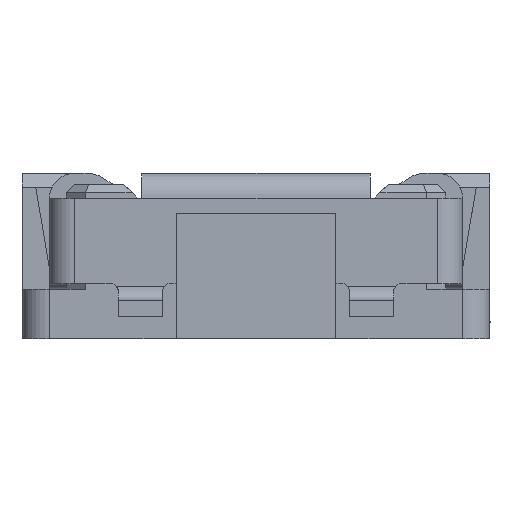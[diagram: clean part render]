
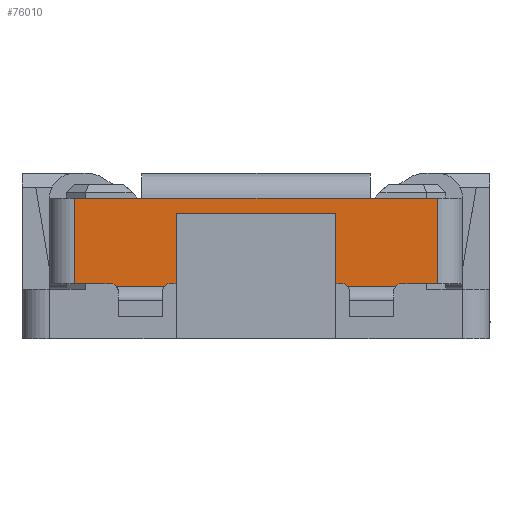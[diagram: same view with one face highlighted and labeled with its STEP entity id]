
A CAD part, left-side view. The second image highlights one B-rep face of the part: STEP entity #76010.
In plain terms, the highlighted face is planar.
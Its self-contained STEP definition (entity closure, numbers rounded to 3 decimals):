
#63890=CARTESIAN_POINT('',(2.375,-0.53,
2.265));
#63900=VERTEX_POINT('',#63890);
#63930=CARTESIAN_POINT('',(2.13,-0.53,
2.265));
#63940=DIRECTION('',(1.,0.,0.));
#63950=VECTOR('',#63940,1.);
#63960=LINE('',#63930,#63950);
#63970=CARTESIAN_POINT('',(2.13,-0.53,
2.265));
#63980=VERTEX_POINT('',#63970);
#63990=EDGE_CURVE('',#63980,#63900,#63960,.T.);
#72220=CARTESIAN_POINT('',(3.08,-0.445,
2.265));
#72230=VERTEX_POINT('',#72220);
#72260=CARTESIAN_POINT('',(3.08,-0.22,
2.265));
#72270=DIRECTION('',(0.,-1.,0.));
#72280=VECTOR('',#72270,1.);
#72290=LINE('',#72260,#72280);
#72300=CARTESIAN_POINT('',(3.08,-0.22,
2.265));
#72310=VERTEX_POINT('',#72300);
#72320=EDGE_CURVE('',#72310,#72230,#72290,.T.);
#73020=CARTESIAN_POINT('',(2.5,-0.22,
2.265));
#73030=VERTEX_POINT('',#73020);
#73060=CARTESIAN_POINT('',(2.5,-0.22,
2.265));
#73070=DIRECTION('',(0.,-1.,0.));
#73080=VECTOR('',#73070,1.);
#73090=LINE('',#73060,#73080);
#73100=CARTESIAN_POINT('',(2.5,-0.445,
2.265));
#73110=VERTEX_POINT('',#73100);
#73120=EDGE_CURVE('',#73030,#73110,#73090,.T.);
#74730=CARTESIAN_POINT('',(3.205,-0.49,
2.265));
#74740=DIRECTION('',(0.,0.,1.));
#74750=DIRECTION('',(0.,1.,0.));
#74760=AXIS2_PLACEMENT_3D('',#74730,#74740,#74750);
#74770=PLANE('',#74760);
#74780=CARTESIAN_POINT('',(3.08,-0.445,
2.265));
#74790=DIRECTION('',(-1.,0.,0.));
#74800=VECTOR('',#74790,1.);
#74810=LINE('',#74780,#74800);
#74820=EDGE_CURVE('',#72230,#73110,#74810,.T.);
#74830=ORIENTED_EDGE('',*,*,#74820,.F.);
#74840=ORIENTED_EDGE('',*,*,#73120,.T.);
#74850=CARTESIAN_POINT('',(2.48,-0.22,
2.265));
#74860=DIRECTION('',(1.,0.,0.));
#74870=VECTOR('',#74860,1.);
#74880=LINE('',#74850,#74870);
#74890=CARTESIAN_POINT('',(2.48,-0.22,
2.265));
#74900=VERTEX_POINT('',#74890);
#74910=EDGE_CURVE('',#74900,#73030,#74880,.T.);
#74920=ORIENTED_EDGE('',*,*,#74910,.T.);
#74930=CARTESIAN_POINT('',(2.48,-0.19,
2.265));
#74940=DIRECTION('',(0.,0.,1.));
#74950=DIRECTION('',(-0.745,-0.667,0.));
#74960=AXIS2_PLACEMENT_3D('',#74930,#74940,#74950);
#74970=CIRCLE('',#74960,0.03);
#74980=CARTESIAN_POINT('',(2.458,-0.21,
2.265));
#74990=VERTEX_POINT('',#74980);
#75000=EDGE_CURVE('',#74990,#74900,#74970,.T.);
#75010=ORIENTED_EDGE('',*,*,#75000,.T.);
#75020=CARTESIAN_POINT('',(2.458,-0.21,
2.265));
#75030=DIRECTION('',(-1.,0.,0.));
#75040=VECTOR('',#75030,1.);
#75050=LINE('',#75020,#75040);
#75060=CARTESIAN_POINT('',(2.282,-0.21,
2.265));
#75070=VERTEX_POINT('',#75060);
#75080=EDGE_CURVE('',#74990,#75070,#75050,.T.);
#75090=ORIENTED_EDGE('',*,*,#75080,.F.);
#75100=CARTESIAN_POINT('',(2.26,-0.19,
2.265));
#75110=DIRECTION('',(0.,0.,1.));
#75120=DIRECTION('',(0.,-1.,0.));
#75130=AXIS2_PLACEMENT_3D('',#75100,#75110,#75120);
#75140=CIRCLE('',#75130,0.03);
#75150=CARTESIAN_POINT('',(2.26,-0.22,
2.265));
#75160=VERTEX_POINT('',#75150);
#75170=EDGE_CURVE('',#75160,#75070,#75140,.T.);
#75180=ORIENTED_EDGE('',*,*,#75170,.T.);
#75190=CARTESIAN_POINT('',(2.13,-0.22,
2.265));
#75200=DIRECTION('',(1.,0.,0.));
#75210=VECTOR('',#75200,1.);
#75220=LINE('',#75190,#75210);
#75230=CARTESIAN_POINT('',(2.13,-0.22,
2.265));
#75240=VERTEX_POINT('',#75230);
#75250=EDGE_CURVE('',#75240,#75160,#75220,.T.);
#75260=ORIENTED_EDGE('',*,*,#75250,.T.);
#75270=CARTESIAN_POINT('',(2.13,-0.22,
2.265));
#75280=DIRECTION('',(0.,-1.,0.));
#75290=VECTOR('',#75280,1.);
#75300=LINE('',#75270,#75290);
#75310=EDGE_CURVE('',#75240,#63980,#75300,.T.);
#75320=ORIENTED_EDGE('',*,*,#75310,.F.);
#75330=ORIENTED_EDGE('',*,*,#63990,.F.);
#75340=CARTESIAN_POINT('',(2.375,-0.53,
2.265));
#75350=DIRECTION('',(1.,0.,0.));
#75360=VECTOR('',#75350,1.);
#75370=LINE('',#75340,#75360);
#75380=CARTESIAN_POINT('',(3.205,-0.53,
2.265));
#75390=VERTEX_POINT('',#75380);
#75400=EDGE_CURVE('',#63900,#75390,#75370,.T.);
#75410=ORIENTED_EDGE('',*,*,#75400,.F.);
#75420=CARTESIAN_POINT('',(3.205,-0.53,
2.265));
#75430=DIRECTION('',(1.,0.,0.));
#75440=VECTOR('',#75430,1.);
#75450=LINE('',#75420,#75440);
#75460=CARTESIAN_POINT('',(3.45,-0.53,
2.265));
#75470=VERTEX_POINT('',#75460);
#75480=EDGE_CURVE('',#75390,#75470,#75450,.T.);
#75490=ORIENTED_EDGE('',*,*,#75480,.F.);
#75500=CARTESIAN_POINT('',(3.45,-0.53,
2.265));
#75510=DIRECTION('',(0.,1.,0.));
#75520=VECTOR('',#75510,1.);
#75530=LINE('',#75500,#75520);
#75540=CARTESIAN_POINT('',(3.45,-0.22,
2.265));
#75550=VERTEX_POINT('',#75540);
#75560=EDGE_CURVE('',#75470,#75550,#75530,.T.);
#75570=ORIENTED_EDGE('',*,*,#75560,.F.);
#75580=CARTESIAN_POINT('',(3.32,-0.22,
2.265));
#75590=DIRECTION('',(1.,0.,0.));
#75600=VECTOR('',#75590,1.);
#75610=LINE('',#75580,#75600);
#75620=CARTESIAN_POINT('',(3.32,-0.22,
2.265));
#75630=VERTEX_POINT('',#75620);
#75640=EDGE_CURVE('',#75630,#75550,#75610,.T.);
#75650=ORIENTED_EDGE('',*,*,#75640,.T.);
#75660=CARTESIAN_POINT('',(3.32,-0.19,
2.265));
#75670=DIRECTION('',(0.,0.,1.));
#75680=DIRECTION('',(-0.745,-0.667,0.));
#75690=AXIS2_PLACEMENT_3D('',#75660,#75670,#75680);
#75700=CIRCLE('',#75690,0.03);
#75710=CARTESIAN_POINT('',(3.298,-0.21,
2.265));
#75720=VERTEX_POINT('',#75710);
#75730=EDGE_CURVE('',#75720,#75630,#75700,.T.);
#75740=ORIENTED_EDGE('',*,*,#75730,.T.);
#75750=CARTESIAN_POINT('',(3.298,-0.21,
2.265));
#75760=DIRECTION('',(-1.,0.,0.));
#75770=VECTOR('',#75760,1.);
#75780=LINE('',#75750,#75770);
#75790=CARTESIAN_POINT('',(3.122,-0.21,
2.265));
#75800=VERTEX_POINT('',#75790);
#75810=EDGE_CURVE('',#75720,#75800,#75780,.T.);
#75820=ORIENTED_EDGE('',*,*,#75810,.F.);
#75830=CARTESIAN_POINT('',(3.1,-0.19,
2.265));
#75840=DIRECTION('',(0.,0.,1.));
#75850=DIRECTION('',(0.,-1.,0.));
#75860=AXIS2_PLACEMENT_3D('',#75830,#75840,#75850);
#75870=CIRCLE('',#75860,0.03);
#75880=CARTESIAN_POINT('',(3.1,-0.22,
2.265));
#75890=VERTEX_POINT('',#75880);
#75900=EDGE_CURVE('',#75890,#75800,#75870,.T.);
#75910=ORIENTED_EDGE('',*,*,#75900,.T.);
#75920=CARTESIAN_POINT('',(3.08,-0.22,
2.265));
#75930=DIRECTION('',(1.,0.,0.));
#75940=VECTOR('',#75930,1.);
#75950=LINE('',#75920,#75940);
#75960=EDGE_CURVE('',#72310,#75890,#75950,.T.);
#75970=ORIENTED_EDGE('',*,*,#75960,.T.);
#75980=ORIENTED_EDGE('',*,*,#72320,.F.);
#75990=EDGE_LOOP('',(#75980,#75970,#75910,#75820,#75740,#75650,#75570,
#75490,#75410,#75330,#75320,#75260,#75180,#75090,#75010,#74920,#74840,
#74830));
#76000=FACE_OUTER_BOUND('',#75990,.T.);
#76010=ADVANCED_FACE('',(#76000),#74770,.F.);
